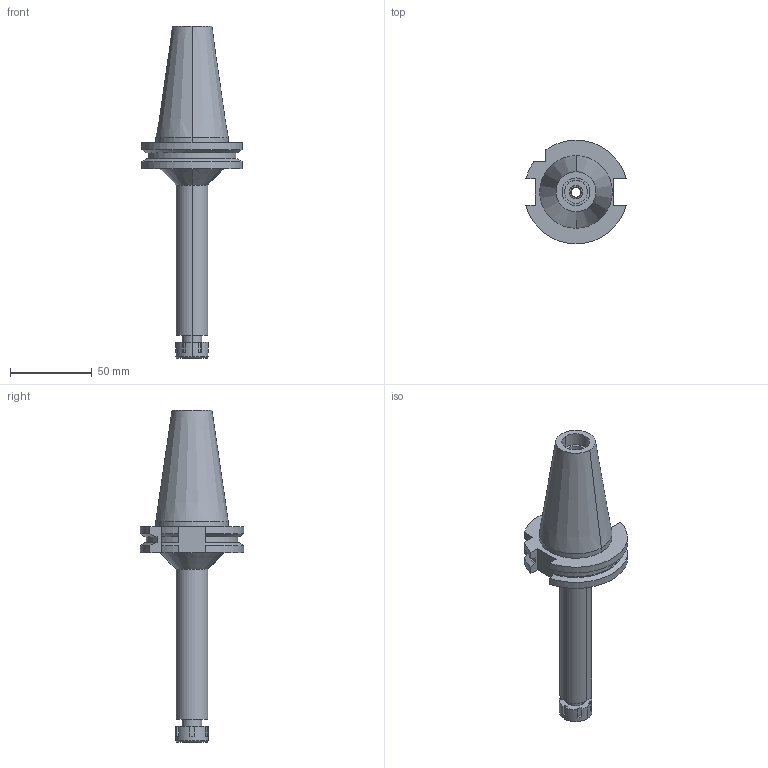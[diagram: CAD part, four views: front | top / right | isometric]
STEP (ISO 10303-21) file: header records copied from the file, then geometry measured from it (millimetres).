
FILE_DESCRIPTION((''),'2;1');
FILE_NAME('DV40NB06135-060_ASM','2018-03-22T',('ykawabe'),(''),'CREO PARAMETRIC BY PTC INC, 2016380','CREO PARAMETRIC BY PTC INC, 2016380','');
FILE_SCHEMA(('AUTOMOTIVE_DESIGN { 1 0 10303 214 1 1 1 1 }'));
Length unit declared in the file: millimetre
Products named in the file (5): DV40-NBS6-135_1; NBC6-6_1; NBN6_1; DXF_TEMP_ASSY_ASM_4_ASM; DV40NB06135-060_ASM
Assembly tree (4 placements, depth 3):
  DV40NB06135-060_ASM
    DXF_TEMP_ASSY_ASM_4_ASM
      DV40-NBS6-135_1
      NBC6-6_1
      NBN6_1
Bounding box: 61.48 x 63.55 x 203.4 mm (x, y, z)
Volume: 132906.1 mm3; surface area: 31849.5 mm2
Topology: 3 solids, 3 shells, 119 faces, 305 edges, 206 vertices
Faces by surface type: plane 58, cylinder 41, cone 20
Entity records: 5478 total; most frequent: CARTESIAN_POINT 716, DIRECTION 713, ORIENTED_EDGE 610, PRESENTATION_STYLE_ASSIGNMENT 313, STYLED_ITEM 313, CURVE_STYLE 310, EDGE_CURVE 305, AXIS2_PLACEMENT_3D 278
